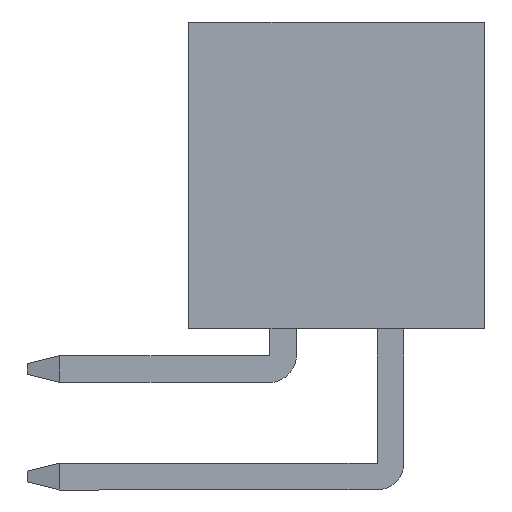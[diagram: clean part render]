
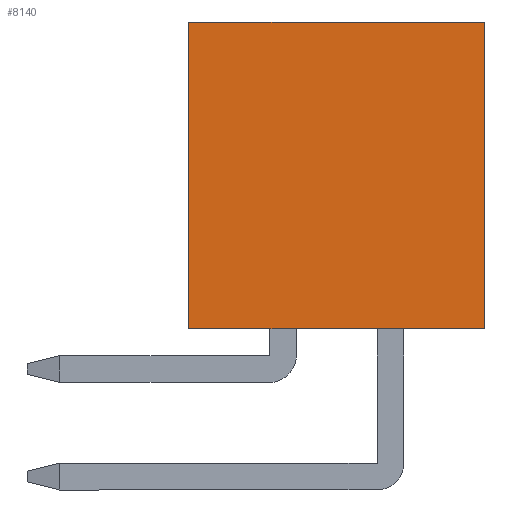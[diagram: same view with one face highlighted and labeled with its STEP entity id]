
A CAD part, left-side view. The second image highlights one B-rep face of the part: STEP entity #8140.
In plain terms, the highlighted planar face has unit normal (-1, 0, 0).
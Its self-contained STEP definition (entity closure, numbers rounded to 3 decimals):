
#1297=ORIENTED_EDGE('',*,*,#3057,.F.);
#1298=ORIENTED_EDGE('',*,*,#2539,.F.);
#1299=ORIENTED_EDGE('',*,*,#2620,.T.);
#1300=ORIENTED_EDGE('',*,*,#3280,.T.);
#2539=EDGE_CURVE('',#3689,#3690,#4449,.T.);
#2620=EDGE_CURVE('',#3689,#3769,#4530,.T.);
#3057=EDGE_CURVE('',#3690,#4107,#4967,.T.);
#3280=EDGE_CURVE('',#3769,#4107,#5190,.T.);
#3689=VERTEX_POINT('',#11030);
#3690=VERTEX_POINT('',#11032);
#3769=VERTEX_POINT('',#11192);
#4107=VERTEX_POINT('',#12034);
#4449=LINE('',#11031,#5595);
#4530=LINE('',#11193,#5676);
#4967=LINE('',#12033,#6113);
#5190=LINE('',#12478,#6336);
#5595=VECTOR('',#8943,1000.);
#5676=VECTOR('',#9026,1000.);
#6113=VECTOR('',#9595,1000.);
#6336=VECTOR('',#9964,1000.);
#6848=EDGE_LOOP('',(#1297,#1298,#1299,#1300));
#7314=FACE_BOUND('',#6848,.T.);
#7745=PLANE('',#8575);
#8140=ADVANCED_FACE('',(#7314),#7745,.T.);
#8575=AXIS2_PLACEMENT_3D('',#12486,#9969,#9970);
#8943=DIRECTION('',(0.,1.,0.));
#9026=DIRECTION('',(0.,0.,1.));
#9595=DIRECTION('',(0.,0.,1.));
#9964=DIRECTION('',(0.,1.,0.));
#9969=DIRECTION('',(-1.,0.,0.));
#9970=DIRECTION('',(0.,0.,1.));
#11030=CARTESIAN_POINT('',(-20.625,-2.75,-2.85));
#11031=CARTESIAN_POINT('',(-20.625,-2.75,-2.85));
#11032=CARTESIAN_POINT('',(-20.625,2.75,-2.85));
#11192=CARTESIAN_POINT('',(-20.625,-2.75,2.85));
#11193=CARTESIAN_POINT('',(-20.625,-2.75,-2.85));
#12033=CARTESIAN_POINT('',(-20.625,2.75,-2.85));
#12034=CARTESIAN_POINT('',(-20.625,2.75,2.85));
#12478=CARTESIAN_POINT('',(-20.625,-2.75,2.85));
#12486=CARTESIAN_POINT('',(-20.625,-2.75,-2.85));
